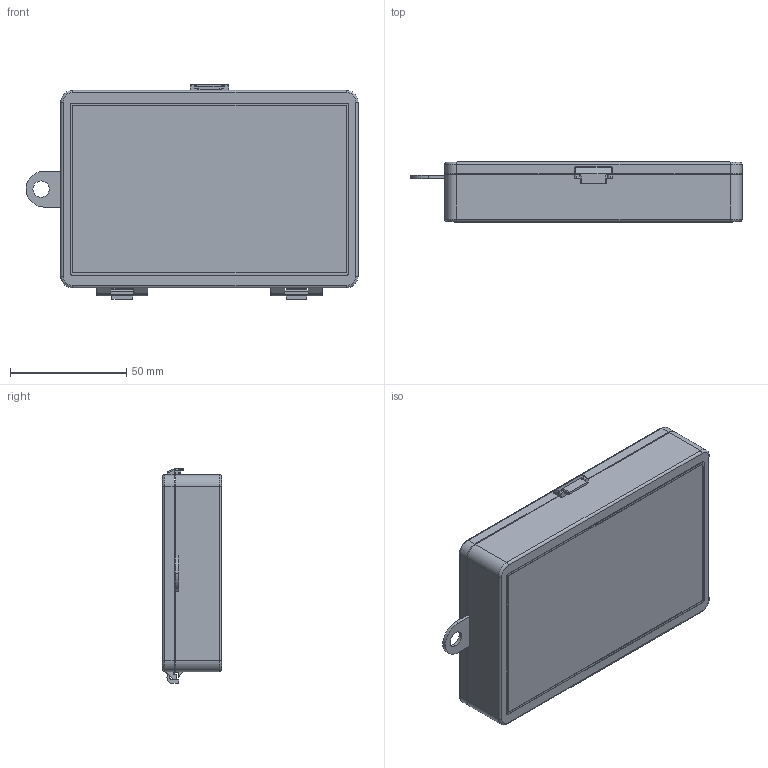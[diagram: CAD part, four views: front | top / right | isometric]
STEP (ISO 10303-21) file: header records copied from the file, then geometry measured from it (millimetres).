
FILE_DESCRIPTION (( 'STEP AP214' ), '1' );
FILE_NAME ('B214 Êîíòåéíåð ïëàñòèêîâûé ñ êðûøêîé 125x85x25.STEP', '2021-10-06T11:45:41', ( 'Ïîëüçîâàòåëü Windows' ), ( '' ), 'SwSTEP 2.0', 'SolidWorks 2021', '' );
FILE_SCHEMA (( 'AUTOMOTIVE_DESIGN' ));
Length unit declared in the file: millimetre
Products named in the file (3): B214 澎觐耱黖00; B214 Êîíòåéíåð ïëàñòèêîâûé ñ êðûøêîé 125x85x25; B214 Êðûøêà_00
Assembly tree (2 placements, depth 2):
  B214 Êîíòåéíåð ïëàñòèêîâûé ñ êðûøêîé 125x85x25
    B214 澎觐耱黖00
    B214 Êðûøêà_00
Bounding box: 143 x 25.84 x 92.5 mm (x, y, z)
Volume: 37739.2 mm3; surface area: 71763.3 mm2
Topology: 2 solids, 2 shells, 390 faces, 983 edges, 595 vertices
Faces by surface type: cylinder 176, plane 143, torus 54, sphere 13, bspline 4
Entity records: 11750 total; most frequent: CARTESIAN_POINT 2184, DIRECTION 2094, ORIENTED_EDGE 1948, EDGE_CURVE 974, AXIS2_PLACEMENT_3D 766, VERTEX_POINT 595, LINE 562, VECTOR 562
